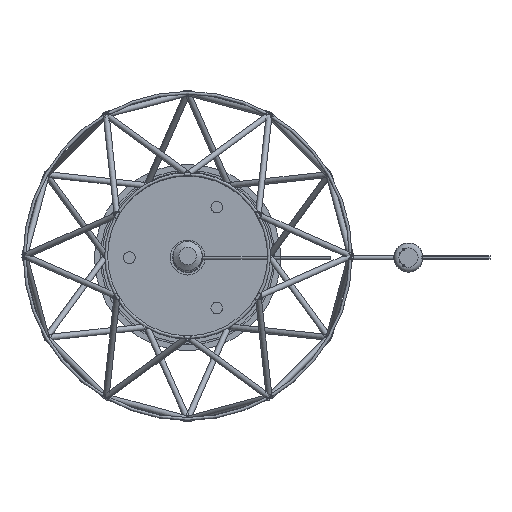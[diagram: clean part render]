
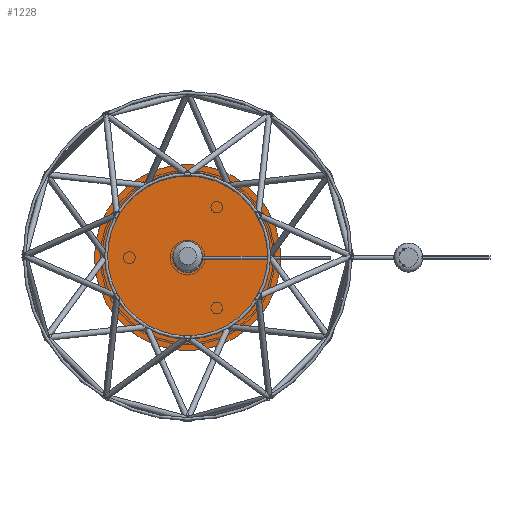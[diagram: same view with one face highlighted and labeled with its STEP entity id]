
A CAD part, top view. The second image highlights one B-rep face of the part: STEP entity #1228.
In plain terms, the highlighted planar face has unit normal (0, 0, 1).
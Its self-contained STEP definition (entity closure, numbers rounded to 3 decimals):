
#803=PLANE('',#4735);
#1228=ADVANCED_FACE('',(#1650,#1651),#803,.F.);
#1650=FACE_BOUND('',#2007,.T.);
#1651=FACE_BOUND('',#2008,.T.);
#2007=EDGE_LOOP('',(#2484));
#2008=EDGE_LOOP('',(#2485));
#2484=ORIENTED_EDGE('',*,*,#3831,.F.);
#2485=ORIENTED_EDGE('',*,*,#3830,.T.);
#3419=VERTEX_POINT('',#6845);
#3420=VERTEX_POINT('',#6848);
#3830=EDGE_CURVE('',#3419,#3419,#4345,.T.);
#3831=EDGE_CURVE('',#3420,#3420,#4346,.T.);
#4345=CIRCLE('',#4732,2.6);
#4346=CIRCLE('',#4734,16.);
#4732=AXIS2_PLACEMENT_3D('',#6844,#5533,#5534);
#4734=AXIS2_PLACEMENT_3D('',#6847,#5537,#5538);
#4735=AXIS2_PLACEMENT_3D('',#6849,#5539,#5540);
#5533=DIRECTION('',(0.,0.,-1.));
#5534=DIRECTION('',(-1.,0.,0.));
#5537=DIRECTION('',(0.,0.,-1.));
#5538=DIRECTION('',(-1.,0.,0.));
#5539=DIRECTION('',(0.,0.,-1.));
#5540=DIRECTION('',(-1.,0.,0.));
#6844=CARTESIAN_POINT('',(0.,0.,
0.675));
#6845=CARTESIAN_POINT('',(-2.6,0.,0.675));
#6847=CARTESIAN_POINT('',(0.,0.,
0.675));
#6848=CARTESIAN_POINT('',(-16.,0.,0.675));
#6849=CARTESIAN_POINT('',(0.,-2.6,0.675));
